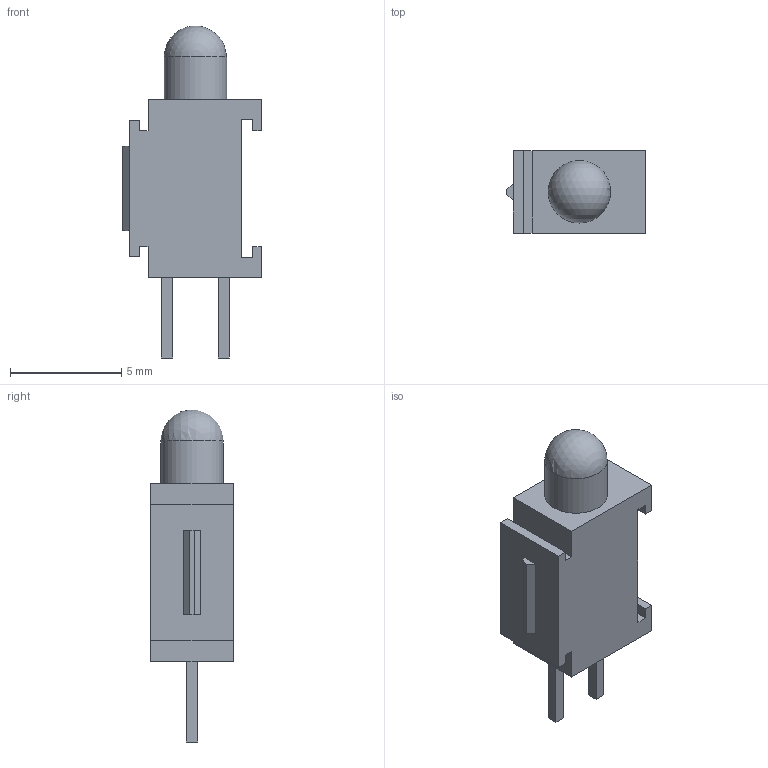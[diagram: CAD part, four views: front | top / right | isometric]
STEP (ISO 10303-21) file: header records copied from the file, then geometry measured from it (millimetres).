
FILE_DESCRIPTION(/* description */ (''),/* implementation_level */ '2;1');
FILE_NAME(/* name */ 'LED_MENTOR_2311.8031.stp',/* time_stamp */ '2017-05-02T13:42:01+02:00',/* author */ ('jchouvet'),/* organization */ (''),/* preprocessor_version */ 'ST-DEVELOPER v16.1',/* originating_system */ 'AutoCAD Mechanical',/* authorisation */ '');
FILE_SCHEMA (('AUTOMOTIVE_DESIGN { 1 0 10303 214 3 1 1 }'));
Length unit declared in the file: millimetre
Products named in the file (1): Product
Bounding box: 6.22 x 3.7 x 14.89 mm (x, y, z)
Volume: 168.4 mm3; surface area: 263.1 mm2
Topology: 5 solids, 5 shells, 47 faces, 111 edges, 73 vertices
Faces by surface type: plane 45, sphere 1, cylinder 1
Full cylindrical faces by diameter (mm): 2.8 x1
Entity records: 1341 total; most frequent: CARTESIAN_POINT 227, ORIENTED_EDGE 214, DIRECTION 205, EDGE_CURVE 107, LINE 105, VECTOR 105, VERTEX_POINT 72, AXIS2_PLACEMENT_3D 50
